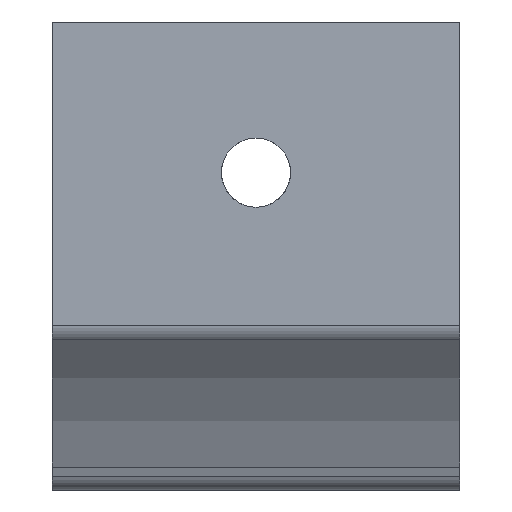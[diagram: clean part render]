
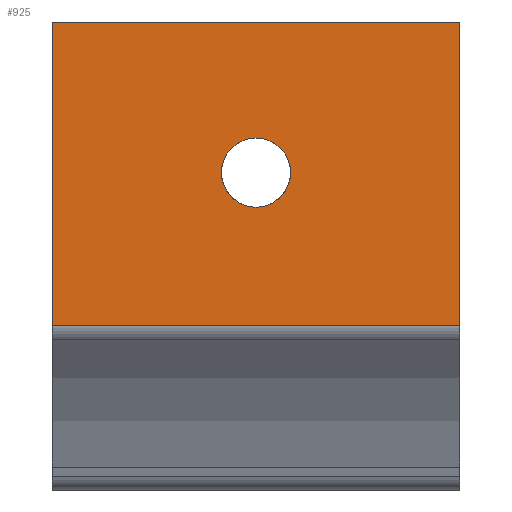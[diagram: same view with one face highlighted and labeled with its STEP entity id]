
A CAD part, left-side view. The second image highlights one B-rep face of the part: STEP entity #925.
In plain terms, the highlighted planar face has unit normal (-1, 0, 0).
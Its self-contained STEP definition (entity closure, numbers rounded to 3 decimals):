
#21=FACE_BOUND('',#295,.T.);
#66=LINE('',#1473,#135);
#81=LINE('',#1553,#150);
#82=LINE('',#1556,#151);
#83=LINE('',#1557,#152);
#135=VECTOR('',#1147,10.);
#150=VECTOR('',#1198,2.);
#151=VECTOR('',#1201,10.);
#152=VECTOR('',#1202,10.);
#236=FACE_OUTER_BOUND('',#294,.T.);
#294=EDGE_LOOP('',(#692,#693,#694,#695));
#295=EDGE_LOOP('',(#696));
#373=CIRCLE('',#1019,3.39);
#422=VERTEX_POINT('',#1470);
#423=VERTEX_POINT('',#1472);
#445=VERTEX_POINT('',#1549);
#447=VERTEX_POINT('',#1555);
#448=VERTEX_POINT('',#1558);
#512=EDGE_CURVE('',#422,#423,#66,.T.);
#541=EDGE_CURVE('',#423,#445,#81,.T.);
#542=EDGE_CURVE('',#422,#447,#82,.T.);
#543=EDGE_CURVE('',#445,#447,#83,.T.);
#544=EDGE_CURVE('',#448,#448,#373,.T.);
#692=ORIENTED_EDGE('',*,*,#541,.F.);
#693=ORIENTED_EDGE('',*,*,#512,.F.);
#694=ORIENTED_EDGE('',*,*,#542,.T.);
#695=ORIENTED_EDGE('',*,*,#543,.F.);
#696=ORIENTED_EDGE('',*,*,#544,.T.);
#896=PLANE('',#1018);
#925=ADVANCED_FACE('',(#236,#21),#896,.T.);
#1018=AXIS2_PLACEMENT_3D('',#1554,#1199,#1200);
#1019=AXIS2_PLACEMENT_3D('',#1559,#1203,#1204);
#1147=DIRECTION('',(0.,0.,-1.));
#1198=DIRECTION('',(0.,1.,0.));
#1199=DIRECTION('center_axis',(-1.,0.,0.));
#1200=DIRECTION('ref_axis',(0.,1.,0.));
#1201=DIRECTION('',(0.,1.,0.));
#1202=DIRECTION('',(0.,0.,1.));
#1203=DIRECTION('center_axis',(1.,0.,0.));
#1204=DIRECTION('ref_axis',(0.,0.,-1.));
#1470=CARTESIAN_POINT('',(-24.709,-20.,39.83));
#1472=CARTESIAN_POINT('',(-24.709,-20.,10.101));
#1473=CARTESIAN_POINT('',(-24.709,-20.,40.152));
#1549=CARTESIAN_POINT('',(-24.709,20.,10.101));
#1553=CARTESIAN_POINT('',(-24.709,20.,10.101));
#1554=CARTESIAN_POINT('Origin',(-24.709,20.,39.83));
#1555=CARTESIAN_POINT('',(-24.709,20.,39.83));
#1556=CARTESIAN_POINT('',(-24.709,20.,39.83));
#1557=CARTESIAN_POINT('',(-24.709,20.,28.356));
#1558=CARTESIAN_POINT('',(-24.709,0.,28.449));
#1559=CARTESIAN_POINT('Origin',(-24.709,0.,
25.059));
